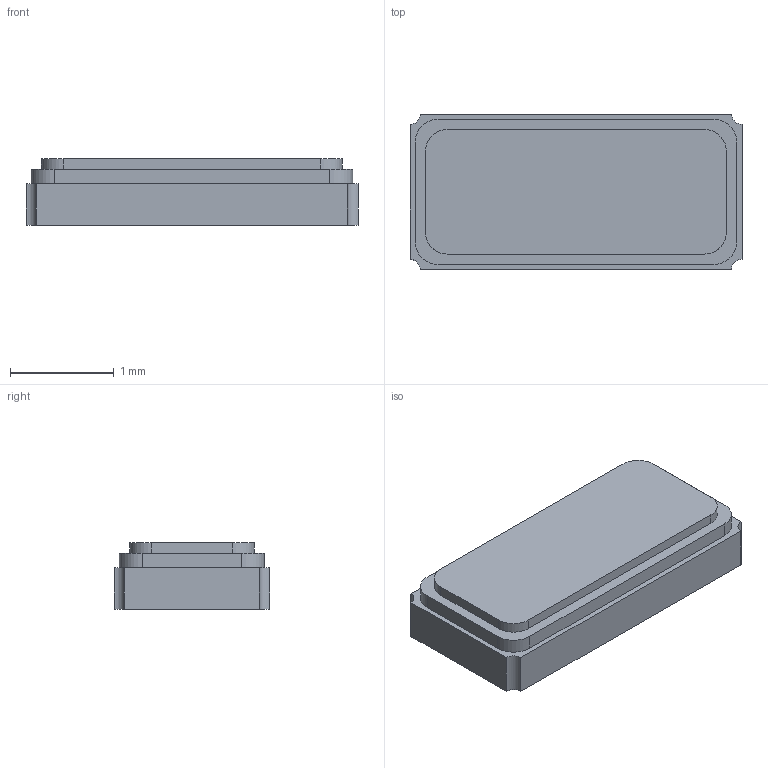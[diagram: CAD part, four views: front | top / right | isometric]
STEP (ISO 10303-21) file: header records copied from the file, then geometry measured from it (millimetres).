
FILE_DESCRIPTION (( 'STEP AP214' ), '1' );
FILE_NAME ('Crystal_SMD_3215-2Pin_3.2x1.5mm.step', '2019-12-07T10:26:16', ( '' ), ( '' ), 'SwSTEP 2.0', 'SolidWorks 2017', '' );
FILE_SCHEMA (( 'AUTOMOTIVE_DESIGN' ));
Length unit declared in the file: millimetre
Products named in the file (1): Crystal_SMD_3215-2Pin_3.2x1.5mm
Bounding box: 3.2 x 1.5 x 0.64 mm (x, y, z)
Volume: 2.9 mm3; surface area: 15.2 mm2
Topology: 1 solids, 1 shells, 29 faces, 75 edges, 50 vertices
Faces by surface type: plane 16, cylinder 13
Entity records: 1127 total; most frequent: DIRECTION 159, CARTESIAN_POINT 158, ORIENTED_EDGE 150, EDGE_CURVE 75, AXIS2_PLACEMENT_3D 55, VERTEX_POINT 50, VECTOR 49, LINE 49
